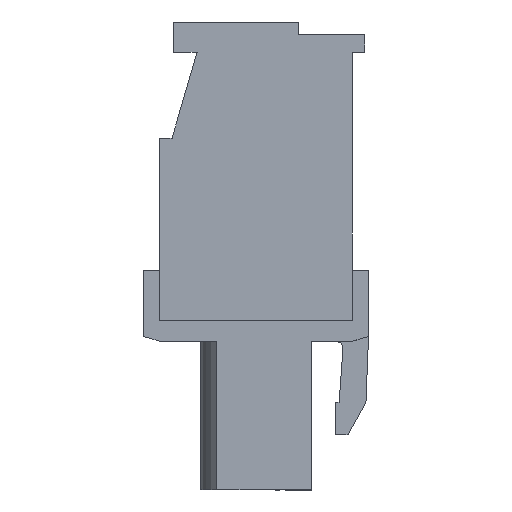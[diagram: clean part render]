
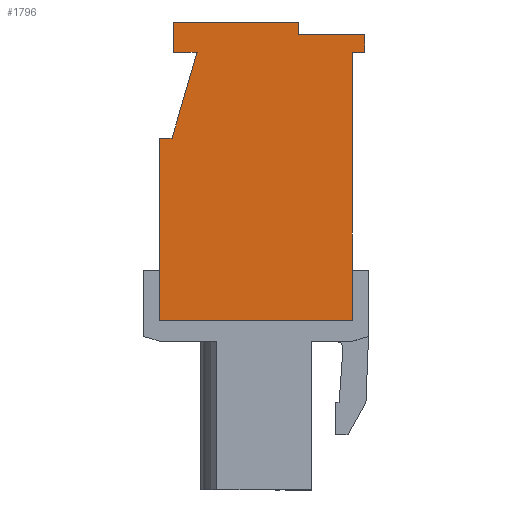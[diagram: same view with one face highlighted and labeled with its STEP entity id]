
A CAD part, left-side view. The second image highlights one B-rep face of the part: STEP entity #1796.
In plain terms, the highlighted planar face has unit normal (-1, 0, 0).
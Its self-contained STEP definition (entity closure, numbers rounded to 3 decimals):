
#1796 = ADVANCED_FACE( '', ( #4049 ), #4050, .T. );
#4049 = FACE_OUTER_BOUND( '', #6895, .T. );
#4050 = PLANE( '', #6896 );
#6895 = EDGE_LOOP( '', ( #11521, #11522, #11523, #11524, #11525, #11526, #11527, #11528, #11529, #11530, #11531, #11532 ) );
#6896 = AXIS2_PLACEMENT_3D( '', #11533, #11534, #11535 );
#11521 = ORIENTED_EDGE( '', *, *, #18804, .T. );
#11522 = ORIENTED_EDGE( '', *, *, #18805, .F. );
#11523 = ORIENTED_EDGE( '', *, *, #18806, .T. );
#11524 = ORIENTED_EDGE( '', *, *, #18807, .T. );
#11525 = ORIENTED_EDGE( '', *, *, #18808, .T. );
#11526 = ORIENTED_EDGE( '', *, *, #17589, .T. );
#11527 = ORIENTED_EDGE( '', *, *, #18809, .T. );
#11528 = ORIENTED_EDGE( '', *, *, #18662, .T. );
#11529 = ORIENTED_EDGE( '', *, *, #18810, .T. );
#11530 = ORIENTED_EDGE( '', *, *, #18811, .T. );
#11531 = ORIENTED_EDGE( '', *, *, #18812, .T. );
#11532 = ORIENTED_EDGE( '', *, *, #18813, .T. );
#11533 = CARTESIAN_POINT( '', ( 0., 0., 0. ) );
#11534 = DIRECTION( '', ( -1., 0., 0. ) );
#11535 = DIRECTION( '', ( 0., -1., 0. ) );
#17589 = EDGE_CURVE( '', #21231, #21232, #21233, .T. );
#18662 = EDGE_CURVE( '', #23009, #23010, #23011, .T. );
#18804 = EDGE_CURVE( '', #23237, #23238, #23239, .T. );
#18805 = EDGE_CURVE( '', #23240, #23238, #23241, .T. );
#18806 = EDGE_CURVE( '', #23240, #23242, #23243, .T. );
#18807 = EDGE_CURVE( '', #23242, #23244, #23245, .T. );
#18808 = EDGE_CURVE( '', #23244, #21231, #23246, .T. );
#18809 = EDGE_CURVE( '', #21232, #23009, #23247, .T. );
#18810 = EDGE_CURVE( '', #23010, #23248, #23249, .T. );
#18811 = EDGE_CURVE( '', #23248, #23250, #23251, .T. );
#18812 = EDGE_CURVE( '', #23250, #23252, #23253, .T. );
#18813 = EDGE_CURVE( '', #23252, #23237, #23254, .T. );
#21231 = VERTEX_POINT( '', #26449 );
#21232 = VERTEX_POINT( '', #26450 );
#21233 = LINE( '', #26451, #26452 );
#23009 = VERTEX_POINT( '', #29010 );
#23010 = VERTEX_POINT( '', #29011 );
#23011 = LINE( '', #29012, #29013 );
#23237 = VERTEX_POINT( '', #29349 );
#23238 = VERTEX_POINT( '', #29350 );
#23239 = LINE( '', #29351, #29352 );
#23240 = VERTEX_POINT( '', #29353 );
#23241 = LINE( '', #29354, #29355 );
#23242 = VERTEX_POINT( '', #29356 );
#23243 = LINE( '', #29357, #29358 );
#23244 = VERTEX_POINT( '', #29359 );
#23245 = LINE( '', #29360, #29361 );
#23246 = LINE( '', #29362, #29363 );
#23247 = LINE( '', #29364, #29365 );
#23248 = VERTEX_POINT( '', #29366 );
#23249 = LINE( '', #29367, #29368 );
#23250 = VERTEX_POINT( '', #29369 );
#23251 = LINE( '', #29370, #29371 );
#23252 = VERTEX_POINT( '', #29372 );
#23253 = LINE( '', #29373, #29374 );
#23254 = LINE( '', #29375, #29376 );
#26449 = CARTESIAN_POINT( '', ( 0., -0.7, 16.9 ) );
#26450 = CARTESIAN_POINT( '', ( 0., 3., 16.9 ) );
#26451 = CARTESIAN_POINT( '', ( 0., -0.7, 16.9 ) );
#26452 = VECTOR( '', #33117, 1000. );
#29010 = CARTESIAN_POINT( '', ( 0., 3., 17.6 ) );
#29011 = CARTESIAN_POINT( '', ( 0., 10., 17.6 ) );
#29012 = CARTESIAN_POINT( '', ( 0., 3., 17.6 ) );
#29013 = VECTOR( '', #34095, 1000. );
#29349 = CARTESIAN_POINT( '', ( 0., 10.8, 11.1 ) );
#29350 = CARTESIAN_POINT( '', ( 0., 10.8, 0.9 ) );
#29351 = CARTESIAN_POINT( '', ( 0., 10.8, 11.1 ) );
#29352 = VECTOR( '', #34221, 1000. );
#29353 = CARTESIAN_POINT( '', ( 0., 0., 0.9 ) );
#29354 = CARTESIAN_POINT( '', ( 0., 0., 0.9 ) );
#29355 = VECTOR( '', #34222, 1000. );
#29356 = CARTESIAN_POINT( '', ( 0., 0., 15.9 ) );
#29357 = CARTESIAN_POINT( '', ( 0., 0., 0. ) );
#29358 = VECTOR( '', #34223, 1000. );
#29359 = CARTESIAN_POINT( '', ( 0., -0.7, 15.9 ) );
#29360 = CARTESIAN_POINT( '', ( 0., 0., 15.9 ) );
#29361 = VECTOR( '', #34224, 1000. );
#29362 = CARTESIAN_POINT( '', ( 0., -0.7, 15.9 ) );
#29363 = VECTOR( '', #34225, 1000. );
#29364 = CARTESIAN_POINT( '', ( 0., 3., 16.9 ) );
#29365 = VECTOR( '', #34226, 1000. );
#29366 = CARTESIAN_POINT( '', ( 0., 10., 15.9 ) );
#29367 = CARTESIAN_POINT( '', ( 0., 10., 17.6 ) );
#29368 = VECTOR( '', #34227, 1000. );
#29369 = CARTESIAN_POINT( '', ( 0., 8.7, 15.9 ) );
#29370 = CARTESIAN_POINT( '', ( 0., 10., 15.9 ) );
#29371 = VECTOR( '', #34228, 1000. );
#29372 = CARTESIAN_POINT( '', ( 0., 10.1, 11.1 ) );
#29373 = CARTESIAN_POINT( '', ( 0., 8.7, 15.9 ) );
#29374 = VECTOR( '', #34229, 1000. );
#29375 = CARTESIAN_POINT( '', ( 0., 10.1, 11.1 ) );
#29376 = VECTOR( '', #34230, 1000. );
#33117 = DIRECTION( '', ( 0., 1., 0. ) );
#34095 = DIRECTION( '', ( 0., 1., 0. ) );
#34221 = DIRECTION( '', ( 0., 0., -1. ) );
#34222 = DIRECTION( '', ( 0., 1., 0. ) );
#34223 = DIRECTION( '', ( 0., 0., 1. ) );
#34224 = DIRECTION( '', ( 0., -1., 0. ) );
#34225 = DIRECTION( '', ( 0., 0., 1. ) );
#34226 = DIRECTION( '', ( 0., 0., 1. ) );
#34227 = DIRECTION( '', ( 0., 0., -1. ) );
#34228 = DIRECTION( '', ( 0., -1., 0. ) );
#34229 = DIRECTION( '', ( 0., 0.28, -0.96 ) );
#34230 = DIRECTION( '', ( 0., 1., 0. ) );
